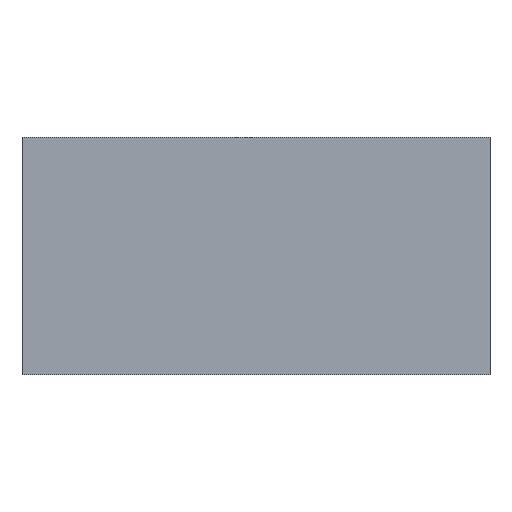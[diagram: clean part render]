
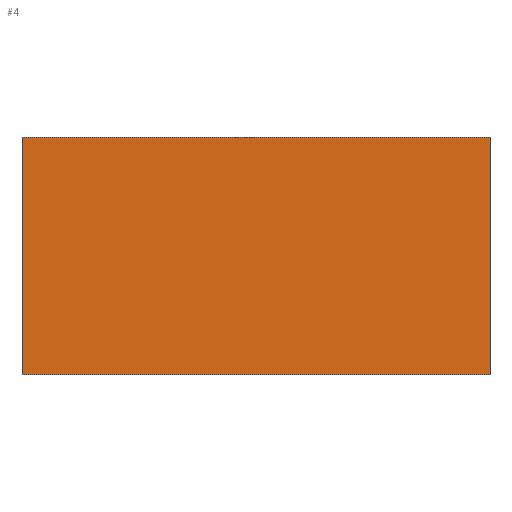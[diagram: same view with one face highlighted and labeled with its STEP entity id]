
A CAD part, front view. The second image highlights one B-rep face of the part: STEP entity #4.
In plain terms, the highlighted planar face has unit normal (0, -1, 0).
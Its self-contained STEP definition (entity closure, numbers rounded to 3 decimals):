
#4 = ADVANCED_FACE ( 'NONE', ( #154 ), #36, .T. ) ;
#17 = VERTEX_POINT ( 'NONE', #43 ) ;
#23 = VERTEX_POINT ( 'NONE', #54 ) ;
#25 = CARTESIAN_POINT ( 'NONE',  ( 0., 0., -101.6 ) ) ;
#28 = VERTEX_POINT ( 'NONE', #55 ) ;
#29 = VERTEX_POINT ( 'NONE', #52 ) ;
#36 = PLANE ( 'NONE',  #117 ) ;
#41 = DIRECTION ( 'NONE',  ( 0., -1., 0. ) ) ;
#42 = DIRECTION ( 'NONE',  ( 0., 0., -1. ) ) ;
#43 = CARTESIAN_POINT ( 'NONE',  ( 0., 0., -101.6 ) ) ;
#51 = CARTESIAN_POINT ( 'NONE',  ( 0., 0., 0. ) ) ;
#52 = CARTESIAN_POINT ( 'NONE',  ( 200., 0., 0. ) ) ;
#54 = CARTESIAN_POINT ( 'NONE',  ( 0., 0., 0. ) ) ;
#55 = CARTESIAN_POINT ( 'NONE',  ( 200., 0., -101.6 ) ) ;
#61 = DIRECTION ( 'NONE',  ( 0., 0., 1. ) ) ;
#66 = CARTESIAN_POINT ( 'NONE',  ( 0., 0., -101.6 ) ) ;
#69 = CARTESIAN_POINT ( 'NONE',  ( 200., 0., 0. ) ) ;
#70 = DIRECTION ( 'NONE',  ( 0., 0., -1. ) ) ;
#72 = DIRECTION ( 'NONE',  ( -1., 0., 0. ) ) ;
#75 = CARTESIAN_POINT ( 'NONE',  ( 0., 0., 0. ) ) ;
#76 = DIRECTION ( 'NONE',  ( 1., 0., 0. ) ) ;
#112 = ORIENTED_EDGE ( 'NONE', *, *, #217, .F. ) ;
#117 = AXIS2_PLACEMENT_3D ( 'NONE', #25, #41, #42 ) ;
#122 = ORIENTED_EDGE ( 'NONE', *, *, #216, .F. ) ;
#123 = ORIENTED_EDGE ( 'NONE', *, *, #219, .F. ) ;
#124 = EDGE_CURVE ( 'NONE', #17, #23, #157, .T. ) ;
#139 = VECTOR ( 'NONE', #61, 1000. ) ;
#140 = LINE ( 'NONE', #66, #160 ) ;
#154 = FACE_OUTER_BOUND ( 'NONE', #233, .T. ) ;
#157 = LINE ( 'NONE', #51, #139 ) ;
#158 = LINE ( 'NONE', #69, #159 ) ;
#159 = VECTOR ( 'NONE', #70, 1000. ) ;
#160 = VECTOR ( 'NONE', #72, 1000. ) ;
#163 = LINE ( 'NONE', #75, #164 ) ;
#164 = VECTOR ( 'NONE', #76, 1000. ) ;
#216 = EDGE_CURVE ( 'NONE', #29, #28, #158, .T. ) ;
#217 = EDGE_CURVE ( 'NONE', #28, #17, #140, .T. ) ;
#219 = EDGE_CURVE ( 'NONE', #23, #29, #163, .T. ) ;
#230 = ORIENTED_EDGE ( 'NONE', *, *, #124, .F. ) ;
#233 = EDGE_LOOP ( 'NONE', ( #230, #112, #122, #123 ) ) ;
